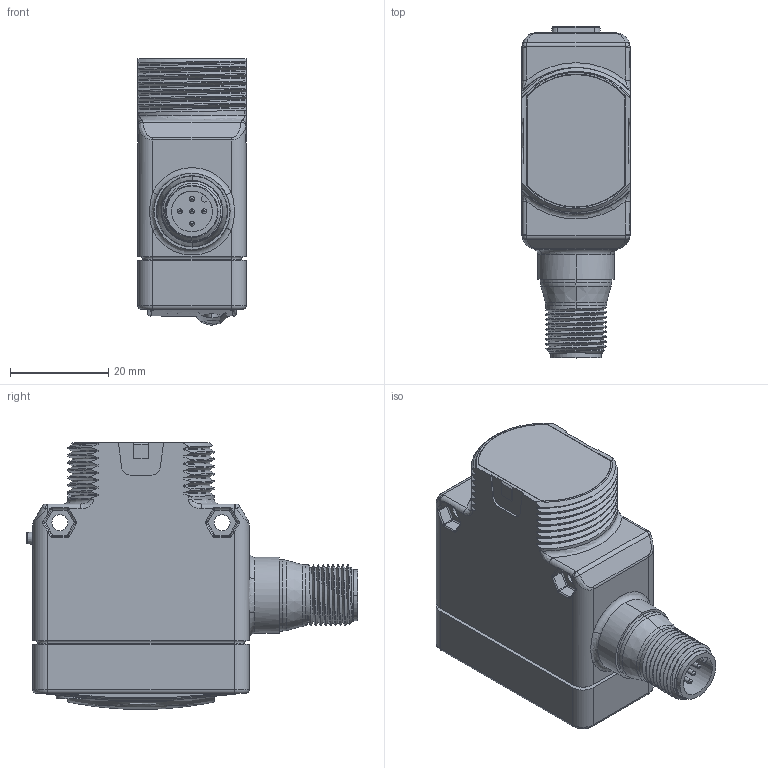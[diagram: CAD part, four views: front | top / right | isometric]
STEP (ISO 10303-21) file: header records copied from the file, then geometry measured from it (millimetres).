
FILE_DESCRIPTION((''),'2;1');
FILE_NAME('149175_ASM','2013-10-09T',('pdmadmin'),(''),'PRO/ENGINEER BY PARAMETRIC TECHNOLOGY CORPORATION, 2012300','PRO/ENGINEER BY PARAMETRIC TECHNOLOGY CORPORATION, 2012300','');
FILE_SCHEMA(('CONFIG_CONTROL_DESIGN'));
Products named in the file (24): 117143; 117144; 117147_ASM; 110722; 119457_ASM; 145751; 117145_ASM; 145753_DRW_ASM; 117146; 145753_ASM; 147419; 117140; 117138; 145882_ASM; 145750; 117526; 145750_ASM; 145755; 08353_AF0; 146203_ASM; 128008; 41089; 147801; 149175_ASM
Assembly tree (23 placements, depth 5):
  149175_ASM
    119457_ASM
      117147_ASM
        117143
        117144
      110722
    145882_ASM
      145753_ASM
        145753_DRW_ASM
          145751
          117145_ASM
        117146
      147419
      117140
      117138
    145750_ASM
      145750
      117526
    146203_ASM
      145755
      08353_AF0
    128008
    41089
    147801
Bounding box: 22 x 67.53 x 54.3 mm (x, y, z)
Volume: 20521.1 mm3; surface area: 30411.6 mm2
Topology: 16 solids, 22 shells, 1913 faces, 4803 edges, 2947 vertices
Faces by surface type: plane 694, cylinder 660, bspline 268, torus 112, cone 95, sphere 68, extrusion 12, revolution 4
Entity records: 81214 total; most frequent: CARTESIAN_POINT 37234, ORIENTED_EDGE 9562, DIRECTION 8419, EDGE_CURVE 4795, AXIS2_PLACEMENT_3D 3075, VERTEX_POINT 2947, VECTOR 2265, LINE 2253
